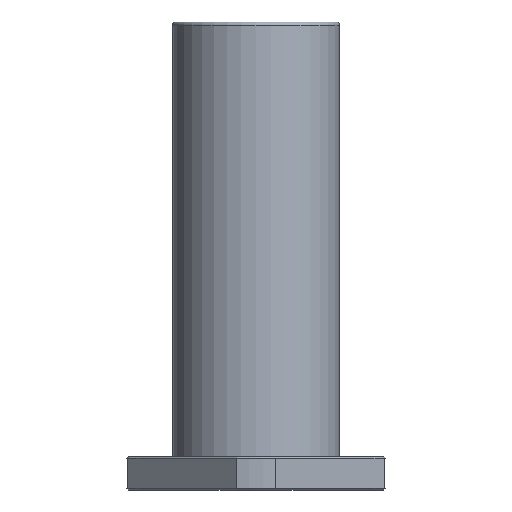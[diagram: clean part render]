
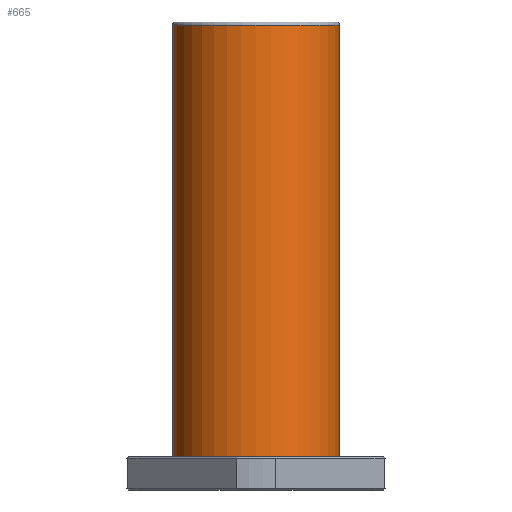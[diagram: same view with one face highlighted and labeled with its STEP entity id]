
A CAD part, front view. The second image highlights one B-rep face of the part: STEP entity #665.
In plain terms, the highlighted cylindrical face has radius 20 mm (diameter 40 mm), a full revolution.
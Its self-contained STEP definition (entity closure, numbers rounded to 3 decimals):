
#92=CYLINDRICAL_SURFACE('',#731,20.);
#115=ORIENTED_EDGE('',*,*,#284,.T.);
#116=ORIENTED_EDGE('',*,*,#283,.T.);
#283=EDGE_CURVE('',#368,#368,#429,.T.);
#284=EDGE_CURVE('',#369,#369,#430,.T.);
#368=VERTEX_POINT('',#1045);
#369=VERTEX_POINT('',#1048);
#429=CIRCLE('',#730,20.);
#430=CIRCLE('',#732,20.);
#476=EDGE_LOOP('',(#115));
#477=EDGE_LOOP('',(#116));
#560=FACE_BOUND('',#476,.T.);
#561=FACE_BOUND('',#477,.T.);
#665=ADVANCED_FACE('',(#560,#561),#92,.T.);
#730=AXIS2_PLACEMENT_3D('',#1044,#831,#832);
#731=AXIS2_PLACEMENT_3D('',#1046,#833,#834);
#732=AXIS2_PLACEMENT_3D('',#1047,#835,#836);
#831=DIRECTION('',(0.,0.,-1.));
#832=DIRECTION('',(0.,1.,0.));
#833=DIRECTION('',(0.,0.,-1.));
#834=DIRECTION('',(0.,1.,0.));
#835=DIRECTION('',(0.,0.,1.));
#836=DIRECTION('',(1.,0.,0.));
#1044=CARTESIAN_POINT('',(0.,0.,111.2));
#1045=CARTESIAN_POINT('',(0.,20.,111.2));
#1046=CARTESIAN_POINT('',(0.,0.,-50.));
#1047=CARTESIAN_POINT('',(0.,0.,8.));
#1048=CARTESIAN_POINT('',(20.,0.,8.));
